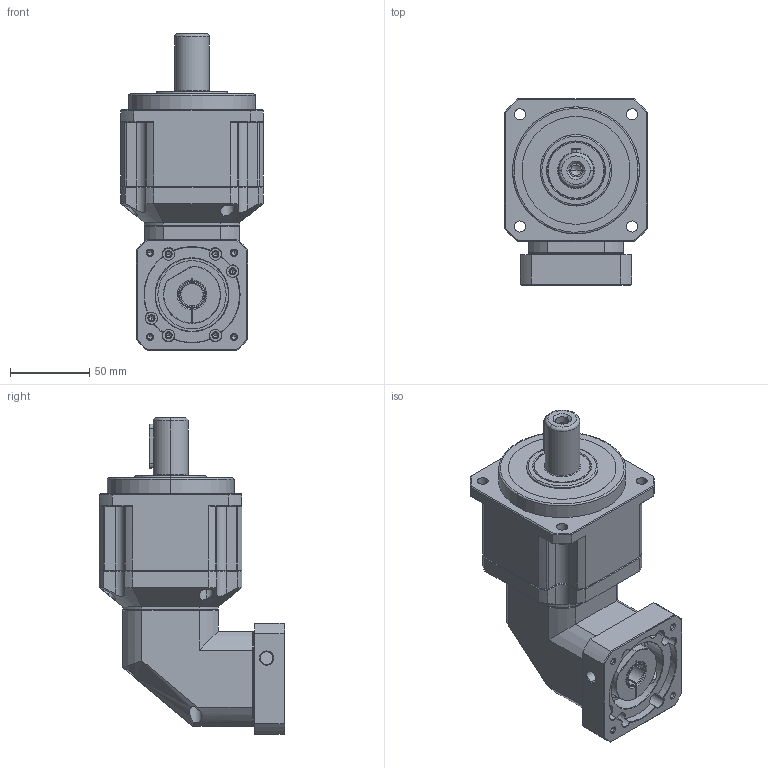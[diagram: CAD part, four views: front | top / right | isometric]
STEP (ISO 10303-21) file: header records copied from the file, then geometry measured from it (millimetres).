
FILE_DESCRIPTION (( 'STEP AP214' ), '1' );
FILE_NAME ('SBL090-L2-14-60-75M5.STEP', '2021-12-25T07:42:35', ( 'admin' ), ( '' ), 'SwSTEP 2.0', 'SolidWorks 2013', '' );
FILE_SCHEMA (( 'AUTOMOTIVE_DESIGN' ));
Length unit declared in the file: millimetre
Products named in the file (6): SBL060-14; SB090_X2_4E007EA79F7F570863A5_X0_060; SB090_X2_8F9351FA7AEF_X0_; SBL090-L2-14-60-75M5; SBL060-60-75M5; SBL060_X2_8F9351658F7495017D2773AF_X0_-14
Assembly tree (5 placements, depth 2):
  SBL090-L2-14-60-75M5
    SB090_X2_8F9351FA7AEF_X0_
    SB090_X2_4E007EA79F7F570863A5_X0_060
    SBL060-14
    SBL060_X2_8F9351658F7495017D2773AF_X0_-14
    SBL060-60-75M5
Bounding box: 90 x 117 x 199.5 mm (x, y, z)
Volume: 897570.9 mm3; surface area: 122037.6 mm2
Topology: 7 solids, 7 shells, 606 faces, 1511 edges, 936 vertices
Faces by surface type: cylinder 221, plane 217, cone 141, bspline 27
Entity records: 26503 total; most frequent: CARTESIAN_POINT 5376, DIRECTION 2988, ORIENTED_EDGE 2974, EDGE_CURVE 1487, AXIS2_PLACEMENT_3D 1169, VERTEX_POINT 936, EDGE_LOOP 687, LINE 650
